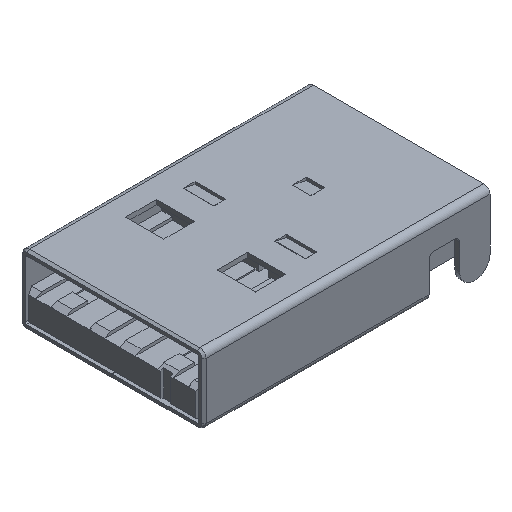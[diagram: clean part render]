
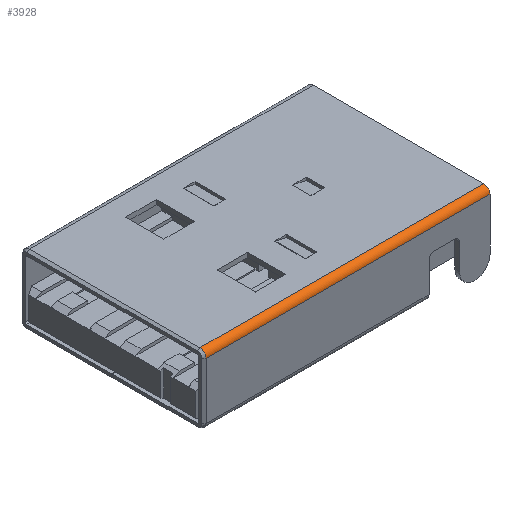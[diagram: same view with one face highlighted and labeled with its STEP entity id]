
A CAD part, isometric view. The second image highlights one B-rep face of the part: STEP entity #3928.
In plain terms, the highlighted cylindrical face has radius 0.4 mm (diameter 0.8 mm), a partial arc.
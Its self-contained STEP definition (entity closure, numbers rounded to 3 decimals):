
#1093 = CONICAL_SURFACE('',#1094,0.35,0.524);
#1094 = AXIS2_PLACEMENT_3D('',#1095,#1096,#1097);
#1095 = CARTESIAN_POINT('',(-9.313,-5.6,2.7));
#1096 = DIRECTION('',(1.,0.,0.));
#1097 = DIRECTION('',(0.,0.,-1.));
#1531 = PLANE('',#1532);
#1532 = AXIS2_PLACEMENT_3D('',#1533,#1534,#1535);
#1533 = CARTESIAN_POINT('',(9.4,0.,0.85));
#1534 = DIRECTION('',(-1.,0.,0.));
#1535 = DIRECTION('',(0.,-1.,0.));
#2929 = PLANE('',#2930);
#2930 = AXIS2_PLACEMENT_3D('',#2931,#2932,#2933);
#2931 = CARTESIAN_POINT('',(9.4,-5.6,3.1));
#2932 = DIRECTION('',(0.,0.,1.));
#2933 = DIRECTION('',(0.,-1.,0.));
#3219 = VERTEX_POINT('',#3220);
#3220 = CARTESIAN_POINT('',(-9.227,-6.,
    2.7));
#3234 = PLANE('',#3235);
#3235 = AXIS2_PLACEMENT_3D('',#3236,#3237,#3238);
#3236 = CARTESIAN_POINT('',(9.4,-6.,-1.));
#3237 = DIRECTION('',(0.,-1.,0.));
#3238 = DIRECTION('',(0.,0.,1.));
#3272 = EDGE_CURVE('',#3219,#3273,#3275,.T.);
#3273 = VERTEX_POINT('',#3274);
#3274 = CARTESIAN_POINT('',(-9.227,-5.6,3.1));
#3275 = SURFACE_CURVE('',#3276,(#3281,#3288),.PCURVE_S1.);
#3276 = CIRCLE('',#3277,0.4);
#3277 = AXIS2_PLACEMENT_3D('',#3278,#3279,#3280);
#3278 = CARTESIAN_POINT('',(-9.227,-5.6,2.7
    ));
#3279 = DIRECTION('',(-1.,0.,0.));
#3280 = DIRECTION('',(0.,-1.,0.));
#3281 = PCURVE('',#1093,#3282);
#3282 = DEFINITIONAL_REPRESENTATION('',(#3283),#3287);
#3283 = LINE('',#3284,#3285);
#3284 = CARTESIAN_POINT('',(4.712,0.087));
#3285 = VECTOR('',#3286,1.);
#3286 = DIRECTION('',(-1.,0.));
#3287 = ( GEOMETRIC_REPRESENTATION_CONTEXT(2) 
PARAMETRIC_REPRESENTATION_CONTEXT() REPRESENTATION_CONTEXT('2D SPACE',''
  ) );
#3288 = PCURVE('',#3289,#3294);
#3289 = CYLINDRICAL_SURFACE('',#3290,0.4);
#3290 = AXIS2_PLACEMENT_3D('',#3291,#3292,#3293);
#3291 = CARTESIAN_POINT('',(9.4,-5.6,2.7));
#3292 = DIRECTION('',(1.,0.,0.));
#3293 = DIRECTION('',(0.,-1.,0.));
#3294 = DEFINITIONAL_REPRESENTATION('',(#3295),#3299);
#3295 = LINE('',#3296,#3297);
#3296 = CARTESIAN_POINT('',(6.283,-18.627));
#3297 = VECTOR('',#3298,1.);
#3298 = DIRECTION('',(-1.,0.));
#3299 = ( GEOMETRIC_REPRESENTATION_CONTEXT(2) 
PARAMETRIC_REPRESENTATION_CONTEXT() REPRESENTATION_CONTEXT('2D SPACE',''
  ) );
#3353 = EDGE_CURVE('',#3354,#3273,#3356,.T.);
#3354 = VERTEX_POINT('',#3355);
#3355 = CARTESIAN_POINT('',(9.4,-5.6,3.1));
#3356 = SURFACE_CURVE('',#3357,(#3361,#3368),.PCURVE_S1.);
#3357 = LINE('',#3358,#3359);
#3358 = CARTESIAN_POINT('',(9.4,-5.6,3.1)
  );
#3359 = VECTOR('',#3360,1.);
#3360 = DIRECTION('',(-1.,0.,0.));
#3361 = PCURVE('',#2929,#3362);
#3362 = DEFINITIONAL_REPRESENTATION('',(#3363),#3367);
#3363 = LINE('',#3364,#3365);
#3364 = CARTESIAN_POINT('',(0.,0.));
#3365 = VECTOR('',#3366,1.);
#3366 = DIRECTION('',(0.,-1.));
#3367 = ( GEOMETRIC_REPRESENTATION_CONTEXT(2) 
PARAMETRIC_REPRESENTATION_CONTEXT() REPRESENTATION_CONTEXT('2D SPACE',''
  ) );
#3368 = PCURVE('',#3289,#3369);
#3369 = DEFINITIONAL_REPRESENTATION('',(#3370),#3374);
#3370 = LINE('',#3371,#3372);
#3371 = CARTESIAN_POINT('',(4.712,0.));
#3372 = VECTOR('',#3373,1.);
#3373 = DIRECTION('',(0.,-1.));
#3374 = ( GEOMETRIC_REPRESENTATION_CONTEXT(2) 
PARAMETRIC_REPRESENTATION_CONTEXT() REPRESENTATION_CONTEXT('2D SPACE',''
  ) );
#3928 = ADVANCED_FACE('',(#3929),#3289,.T.);
#3929 = FACE_BOUND('',#3930,.T.);
#3930 = EDGE_LOOP('',(#3931,#3954,#3976,#3977));
#3931 = ORIENTED_EDGE('',*,*,#3932,.F.);
#3932 = EDGE_CURVE('',#3933,#3219,#3935,.T.);
#3933 = VERTEX_POINT('',#3934);
#3934 = CARTESIAN_POINT('',(9.4,-6.,2.7));
#3935 = SURFACE_CURVE('',#3936,(#3940,#3947),.PCURVE_S1.);
#3936 = LINE('',#3937,#3938);
#3937 = CARTESIAN_POINT('',(9.4,-6.,2.7)
  );
#3938 = VECTOR('',#3939,1.);
#3939 = DIRECTION('',(-1.,0.,0.));
#3940 = PCURVE('',#3289,#3941);
#3941 = DEFINITIONAL_REPRESENTATION('',(#3942),#3946);
#3942 = LINE('',#3943,#3944);
#3943 = CARTESIAN_POINT('',(6.283,0.));
#3944 = VECTOR('',#3945,1.);
#3945 = DIRECTION('',(0.,-1.));
#3946 = ( GEOMETRIC_REPRESENTATION_CONTEXT(2) 
PARAMETRIC_REPRESENTATION_CONTEXT() REPRESENTATION_CONTEXT('2D SPACE',''
  ) );
#3947 = PCURVE('',#3234,#3948);
#3948 = DEFINITIONAL_REPRESENTATION('',(#3949),#3953);
#3949 = LINE('',#3950,#3951);
#3950 = CARTESIAN_POINT('',(3.7,0.));
#3951 = VECTOR('',#3952,1.);
#3952 = DIRECTION('',(0.,1.));
#3953 = ( GEOMETRIC_REPRESENTATION_CONTEXT(2) 
PARAMETRIC_REPRESENTATION_CONTEXT() REPRESENTATION_CONTEXT('2D SPACE',''
  ) );
#3954 = ORIENTED_EDGE('',*,*,#3955,.T.);
#3955 = EDGE_CURVE('',#3933,#3354,#3956,.T.);
#3956 = SURFACE_CURVE('',#3957,(#3962,#3969),.PCURVE_S1.);
#3957 = CIRCLE('',#3958,0.4);
#3958 = AXIS2_PLACEMENT_3D('',#3959,#3960,#3961);
#3959 = CARTESIAN_POINT('',(9.4,-5.6,2.7)
  );
#3960 = DIRECTION('',(-1.,0.,0.));
#3961 = DIRECTION('',(0.,-1.,0.));
#3962 = PCURVE('',#3289,#3963);
#3963 = DEFINITIONAL_REPRESENTATION('',(#3964),#3968);
#3964 = LINE('',#3965,#3966);
#3965 = CARTESIAN_POINT('',(6.283,0.));
#3966 = VECTOR('',#3967,1.);
#3967 = DIRECTION('',(-1.,0.));
#3968 = ( GEOMETRIC_REPRESENTATION_CONTEXT(2) 
PARAMETRIC_REPRESENTATION_CONTEXT() REPRESENTATION_CONTEXT('2D SPACE',''
  ) );
#3969 = PCURVE('',#1531,#3970);
#3970 = DEFINITIONAL_REPRESENTATION('',(#3971),#3975);
#3971 = CIRCLE('',#3972,0.4);
#3972 = AXIS2_PLACEMENT_2D('',#3973,#3974);
#3973 = CARTESIAN_POINT('',(5.6,1.85));
#3974 = DIRECTION('',(1.,0.));
#3975 = ( GEOMETRIC_REPRESENTATION_CONTEXT(2) 
PARAMETRIC_REPRESENTATION_CONTEXT() REPRESENTATION_CONTEXT('2D SPACE',''
  ) );
#3976 = ORIENTED_EDGE('',*,*,#3353,.T.);
#3977 = ORIENTED_EDGE('',*,*,#3272,.F.);
